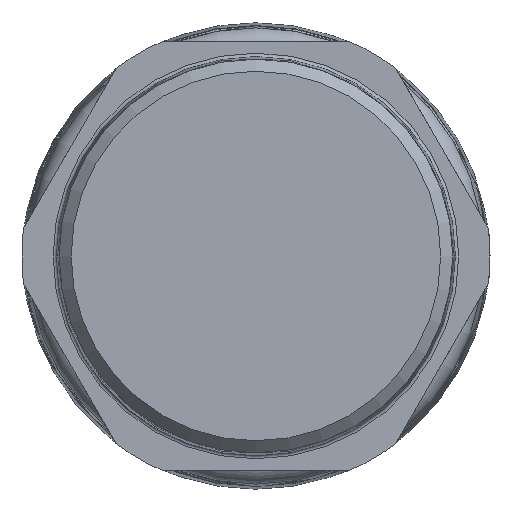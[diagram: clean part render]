
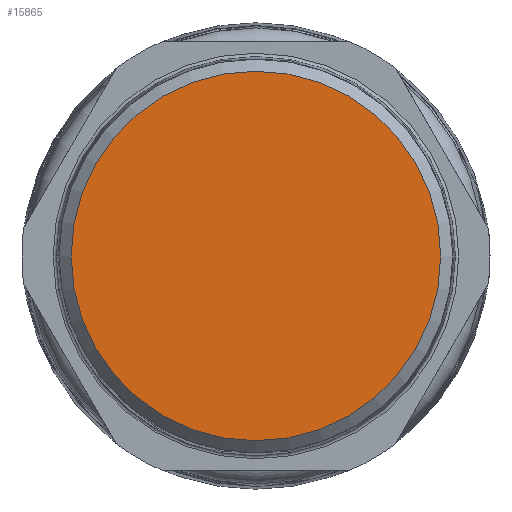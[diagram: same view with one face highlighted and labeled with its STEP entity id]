
A CAD part, left-side view. The second image highlights one B-rep face of the part: STEP entity #15865.
In plain terms, the highlighted planar face has unit normal (-1, 0, 0).
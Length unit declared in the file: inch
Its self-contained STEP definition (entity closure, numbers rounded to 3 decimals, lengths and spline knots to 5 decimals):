
#2897=PLANE('',#17468);
#3744=FACE_OUTER_BOUND('',#4638,.T.);
#4638=EDGE_LOOP('',(#13859,#13860));
#5462=CIRCLE('',#17469,1.10014);
#5463=CIRCLE('',#17470,1.10014);
#6939=VERTEX_POINT('',#33024);
#6940=VERTEX_POINT('',#33025);
#9257=EDGE_CURVE('',#6939,#6940,#5462,.T.);
#9258=EDGE_CURVE('',#6940,#6939,#5463,.T.);
#13859=ORIENTED_EDGE('',*,*,#9257,.T.);
#13860=ORIENTED_EDGE('',*,*,#9258,.T.);
#15865=ADVANCED_FACE('',(#3744),#2897,.T.);
#17468=AXIS2_PLACEMENT_3D('',#33023,#21232,#21233);
#17469=AXIS2_PLACEMENT_3D('',#33026,#21234,#21235);
#17470=AXIS2_PLACEMENT_3D('',#33027,#21236,#21237);
#21232=DIRECTION('center_axis',(-1.,0.,0.));
#21233=DIRECTION('ref_axis',(0.,1.,0.));
#21234=DIRECTION('center_axis',(-1.,0.,0.));
#21235=DIRECTION('ref_axis',(0.,-1.,0.));
#21236=DIRECTION('center_axis',(-1.,0.,0.));
#21237=DIRECTION('ref_axis',(0.,-1.,0.));
#33023=CARTESIAN_POINT('Origin',(-2.57008,-1.16946,0.));
#33024=CARTESIAN_POINT('',(-2.57008,-1.10014,0.));
#33025=CARTESIAN_POINT('',(-2.57008,1.10014,0.));
#33026=CARTESIAN_POINT('Origin',(-2.57008,0.,
0.));
#33027=CARTESIAN_POINT('Origin',(-2.57008,0.,
0.));
